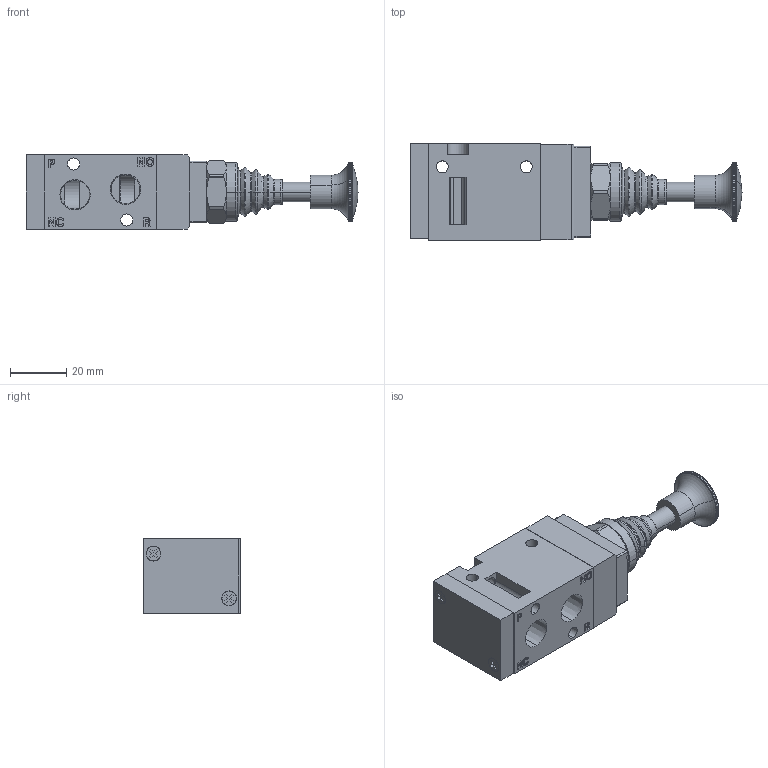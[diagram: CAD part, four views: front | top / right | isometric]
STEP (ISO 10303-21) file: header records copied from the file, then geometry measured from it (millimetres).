
FILE_DESCRIPTION (( 'STEP AP203' ), '1' );
FILE_NAME ('KMV460-S.STEP', '2016-01-12T10:52:30', ( 'yrd8' ), ( 'Hewlett-Packard Company' ), 'SwSTEP 2.0', 'SolidWorks 2008', '' );
FILE_SCHEMA (( 'CONFIG_CONTROL_DESIGN' ));
Length unit declared in the file: millimetre
Products named in the file (10): KMV460-S; SF4000 BODY COVER_ル遽; SF4000 SEMY_ル遽; SF4600 body_IGS; KMV-S; KMV Bellows-1; HEAD_晦獄 撲薑; LEVER GUIDE_晦獄 撲薑; KMV nut_釭餌ル衛橈擠; PlateBolt(M2.6xL5)_ル遽
Assembly tree (10 placements, depth 3):
  KMV460-S
    SF4000 SEMY_ル遽
    KMV-S
      KMV nut_釭餌ル衛橈擠
      PlateBolt(M2.6xL5)_ル遽  x2
      HEAD_晦獄 撲薑
      LEVER GUIDE_晦獄 撲薑
      KMV Bellows-1
    SF4000 BODY COVER_ル遽
    SF4600 body_IGS
Bounding box: 118.51 x 34.5 x 26.5 mm (x, y, z)
Volume: 53491 mm3; surface area: 25360.9 mm2
Topology: 9 solids, 9 shells, 1107 faces, 3007 edges, 1927 vertices
Faces by surface type: plane 441, torus 260, cylinder 208, bspline 106, cone 90, sphere 2
Entity records: 42337 total; most frequent: CARTESIAN_POINT 15242, ORIENTED_EDGE 5810, DIRECTION 5037, EDGE_CURVE 2905, AXIS2_PLACEMENT_3D 2010, VERTEX_POINT 1885, EDGE_LOOP 1156, ADVANCED_FACE 1080
